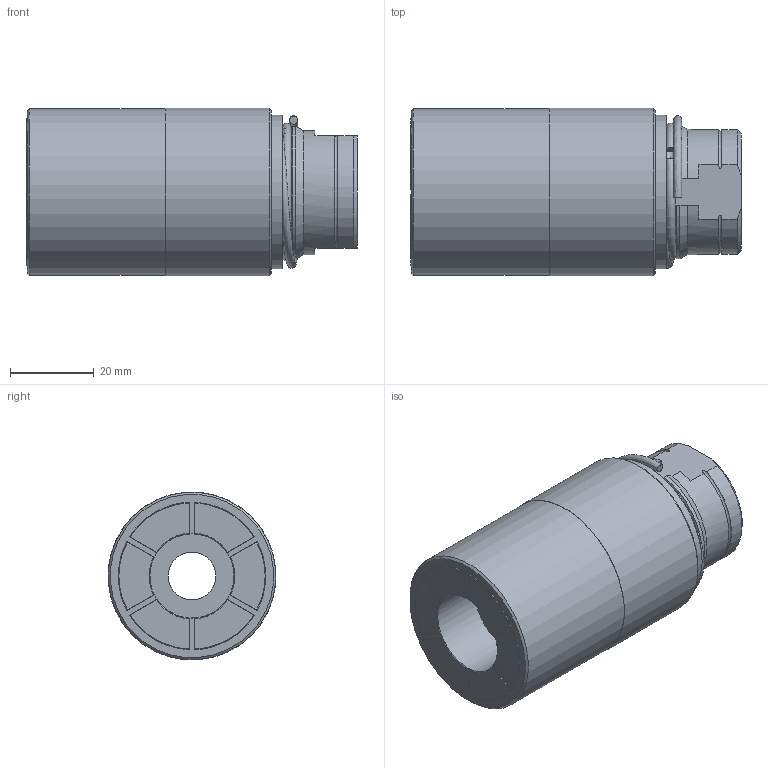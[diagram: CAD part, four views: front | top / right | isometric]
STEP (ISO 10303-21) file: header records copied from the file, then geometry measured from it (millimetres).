
FILE_DESCRIPTION(/* description */ (''),/* implementation_level */ '2;1');
FILE_NAME(/* name */ '60_70 BG5.stp',/* time_stamp */ '2017-05-23T14:23:38-05:00',/* author */ ('scottg'),/* organization */ ('FasTest,Inc.'),/* preprocessor_version */ 'ST-DEVELOPER v16.1',/* originating_system */ 'Autodesk Inventor 2016',/* authorisation */ '');
FILE_SCHEMA (('AUTOMOTIVE_DESIGN { 1 0 10303 214 3 1 1 }'));
Length unit declared in the file: inch
Products named in the file (1): 60_70 BG5
Bounding box: 79.21 x 40.11 x 40.11 mm (x, y, z)
Volume: 75630.1 mm3; surface area: 15752.9 mm2
Topology: 1 solids, 1 shells, 78 faces, 189 edges, 118 vertices
Faces by surface type: plane 41, cone 20, cylinder 12, torus 4, bspline 1
Full cylindrical faces by diameter (mm): 11.43 x1, 17.475 x1, 20.167 x1, 36.83 x1, 40.132 x1, 40.259 x1
Entity records: 2768 total; most frequent: CARTESIAN_POINT 914, DIRECTION 366, ORIENTED_EDGE 348, EDGE_CURVE 174, AXIS2_PLACEMENT_3D 151, VERTEX_POINT 114, EDGE_LOOP 98, FACE_OUTER_BOUND 78
